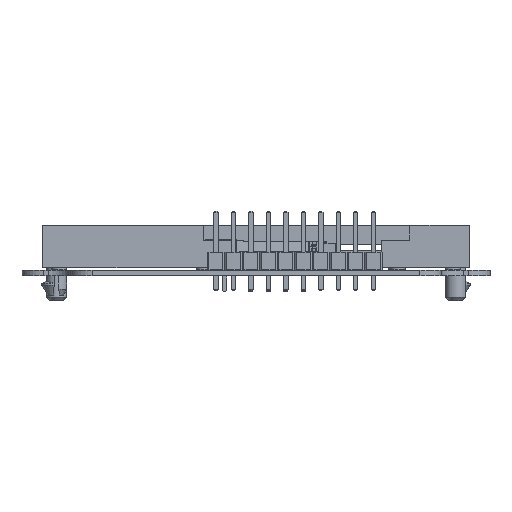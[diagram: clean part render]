
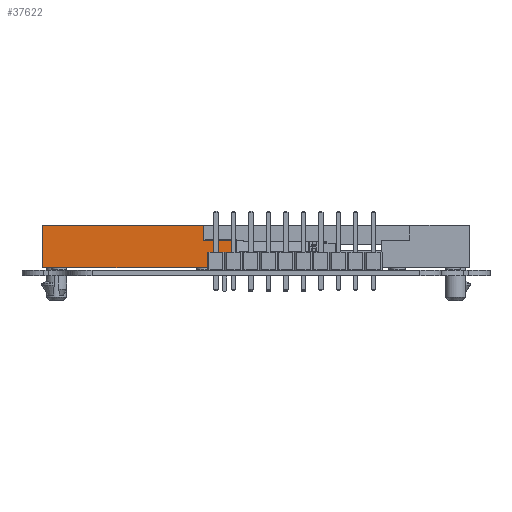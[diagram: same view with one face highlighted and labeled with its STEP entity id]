
A CAD part, left-side view. The second image highlights one B-rep face of the part: STEP entity #37622.
In plain terms, the highlighted face is planar.
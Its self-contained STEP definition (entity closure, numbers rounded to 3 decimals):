
#19358 = PLANE('',#19359);
#19359 = AXIS2_PLACEMENT_3D('',#19360,#19361,#19362);
#19360 = CARTESIAN_POINT('',(31.,6.2,-20.));
#19361 = DIRECTION('',(0.,1.,0.));
#19362 = DIRECTION('',(-1.,0.,0.));
#19414 = PLANE('',#19415);
#19415 = AXIS2_PLACEMENT_3D('',#19416,#19417,#19418);
#19416 = CARTESIAN_POINT('',(-31.,0.,-20.));
#19417 = DIRECTION('',(0.,-1.,0.));
#19418 = DIRECTION('',(1.,0.,0.));
#20871 = VERTEX_POINT('',#20872);
#20872 = CARTESIAN_POINT('',(31.,6.2,-20.));
#20886 = PLANE('',#20887);
#20887 = AXIS2_PLACEMENT_3D('',#20888,#20889,#20890);
#20888 = CARTESIAN_POINT('',(31.,0.,-20.));
#20889 = DIRECTION('',(1.,0.,0.));
#20890 = DIRECTION('',(-0.,1.,0.));
#20898 = EDGE_CURVE('',#20871,#20899,#20901,.T.);
#20899 = VERTEX_POINT('',#20900);
#20900 = CARTESIAN_POINT('',(7.58,6.2,-20.));
#20901 = SURFACE_CURVE('',#20902,(#20906,#20913),.PCURVE_S1.);
#20902 = LINE('',#20903,#20904);
#20903 = CARTESIAN_POINT('',(31.,6.2,-20.));
#20904 = VECTOR('',#20905,1.);
#20905 = DIRECTION('',(-1.,0.,0.));
#20906 = PCURVE('',#19358,#20907);
#20907 = DEFINITIONAL_REPRESENTATION('',(#20908),#20912);
#20908 = LINE('',#20909,#20910);
#20909 = CARTESIAN_POINT('',(0.,0.));
#20910 = VECTOR('',#20911,1.);
#20911 = DIRECTION('',(1.,0.));
#20912 = ( GEOMETRIC_REPRESENTATION_CONTEXT(2) 
PARAMETRIC_REPRESENTATION_CONTEXT() REPRESENTATION_CONTEXT('2D SPACE',''
  ) );
#20913 = PCURVE('',#20914,#20919);
#20914 = PLANE('',#20915);
#20915 = AXIS2_PLACEMENT_3D('',#20916,#20917,#20918);
#20916 = CARTESIAN_POINT('',(0.,0.,-20.));
#20917 = DIRECTION('',(0.,0.,1.));
#20918 = DIRECTION('',(1.,0.,-0.));
#20919 = DEFINITIONAL_REPRESENTATION('',(#20920),#20924);
#20920 = LINE('',#20921,#20922);
#20921 = CARTESIAN_POINT('',(31.,6.2));
#20922 = VECTOR('',#20923,1.);
#20923 = DIRECTION('',(-1.,0.));
#20924 = ( GEOMETRIC_REPRESENTATION_CONTEXT(2) 
PARAMETRIC_REPRESENTATION_CONTEXT() REPRESENTATION_CONTEXT('2D SPACE',''
  ) );
#20942 = PLANE('',#20943);
#20943 = AXIS2_PLACEMENT_3D('',#20944,#20945,#20946);
#20944 = CARTESIAN_POINT('',(7.58,6.2,-10.44));
#20945 = DIRECTION('',(1.,0.,0.));
#20946 = DIRECTION('',(0.,0.,-1.));
#24177 = VERTEX_POINT('',#24178);
#24178 = CARTESIAN_POINT('',(3.26,0.,-20.));
#24194 = PLANE('',#24195);
#24195 = AXIS2_PLACEMENT_3D('',#24196,#24197,#24198);
#24196 = CARTESIAN_POINT('',(3.26,0.,-20.));
#24197 = DIRECTION('',(1.,0.,0.));
#24198 = DIRECTION('',(0.,0.,1.));
#24206 = EDGE_CURVE('',#24177,#24207,#24209,.T.);
#24207 = VERTEX_POINT('',#24208);
#24208 = CARTESIAN_POINT('',(31.,0.,-20.));
#24209 = SURFACE_CURVE('',#24210,(#24214,#24221),.PCURVE_S1.);
#24210 = LINE('',#24211,#24212);
#24211 = CARTESIAN_POINT('',(3.26,0.,-20.));
#24212 = VECTOR('',#24213,1.);
#24213 = DIRECTION('',(1.,0.,0.));
#24214 = PCURVE('',#19414,#24215);
#24215 = DEFINITIONAL_REPRESENTATION('',(#24216),#24220);
#24216 = LINE('',#24217,#24218);
#24217 = CARTESIAN_POINT('',(34.26,0.));
#24218 = VECTOR('',#24219,1.);
#24219 = DIRECTION('',(1.,0.));
#24220 = ( GEOMETRIC_REPRESENTATION_CONTEXT(2) 
PARAMETRIC_REPRESENTATION_CONTEXT() REPRESENTATION_CONTEXT('2D SPACE',''
  ) );
#24221 = PCURVE('',#20914,#24222);
#24222 = DEFINITIONAL_REPRESENTATION('',(#24223),#24227);
#24223 = LINE('',#24224,#24225);
#24224 = CARTESIAN_POINT('',(3.26,0.));
#24225 = VECTOR('',#24226,1.);
#24226 = DIRECTION('',(1.,0.));
#24227 = ( GEOMETRIC_REPRESENTATION_CONTEXT(2) 
PARAMETRIC_REPRESENTATION_CONTEXT() REPRESENTATION_CONTEXT('2D SPACE',''
  ) );
#30852 = PLANE('',#30853);
#30853 = AXIS2_PLACEMENT_3D('',#30854,#30855,#30856);
#30854 = CARTESIAN_POINT('',(0.,3.95,0.));
#30855 = DIRECTION('',(0.,1.,0.));
#30856 = DIRECTION('',(-1.,0.,0.));
#30912 = EDGE_CURVE('',#24177,#30913,#30915,.T.);
#30913 = VERTEX_POINT('',#30914);
#30914 = CARTESIAN_POINT('',(3.26,3.95,-20.));
#30915 = SURFACE_CURVE('',#30916,(#30920,#30927),.PCURVE_S1.);
#30916 = LINE('',#30917,#30918);
#30917 = CARTESIAN_POINT('',(3.26,0.,-20.));
#30918 = VECTOR('',#30919,1.);
#30919 = DIRECTION('',(0.,1.,0.));
#30920 = PCURVE('',#24194,#30921);
#30921 = DEFINITIONAL_REPRESENTATION('',(#30922),#30926);
#30922 = LINE('',#30923,#30924);
#30923 = CARTESIAN_POINT('',(0.,0.));
#30924 = VECTOR('',#30925,1.);
#30925 = DIRECTION('',(0.,-1.));
#30926 = ( GEOMETRIC_REPRESENTATION_CONTEXT(2) 
PARAMETRIC_REPRESENTATION_CONTEXT() REPRESENTATION_CONTEXT('2D SPACE',''
  ) );
#30927 = PCURVE('',#20914,#30928);
#30928 = DEFINITIONAL_REPRESENTATION('',(#30929),#30933);
#30929 = LINE('',#30930,#30931);
#30930 = CARTESIAN_POINT('',(3.26,0.));
#30931 = VECTOR('',#30932,1.);
#30932 = DIRECTION('',(0.,1.));
#30933 = ( GEOMETRIC_REPRESENTATION_CONTEXT(2) 
PARAMETRIC_REPRESENTATION_CONTEXT() REPRESENTATION_CONTEXT('2D SPACE',''
  ) );
#31537 = VERTEX_POINT('',#31538);
#31538 = CARTESIAN_POINT('',(7.58,3.95,-20.));
#31559 = EDGE_CURVE('',#31537,#30913,#31560,.T.);
#31560 = SURFACE_CURVE('',#31561,(#31565,#31572),.PCURVE_S1.);
#31561 = LINE('',#31562,#31563);
#31562 = CARTESIAN_POINT('',(7.58,3.95,-20.));
#31563 = VECTOR('',#31564,1.);
#31564 = DIRECTION('',(-1.,0.,0.));
#31565 = PCURVE('',#30852,#31566);
#31566 = DEFINITIONAL_REPRESENTATION('',(#31567),#31571);
#31567 = LINE('',#31568,#31569);
#31568 = CARTESIAN_POINT('',(-7.58,-20.));
#31569 = VECTOR('',#31570,1.);
#31570 = DIRECTION('',(1.,0.));
#31571 = ( GEOMETRIC_REPRESENTATION_CONTEXT(2) 
PARAMETRIC_REPRESENTATION_CONTEXT() REPRESENTATION_CONTEXT('2D SPACE',''
  ) );
#31572 = PCURVE('',#20914,#31573);
#31573 = DEFINITIONAL_REPRESENTATION('',(#31574),#31578);
#31574 = LINE('',#31575,#31576);
#31575 = CARTESIAN_POINT('',(7.58,3.95));
#31576 = VECTOR('',#31577,1.);
#31577 = DIRECTION('',(-1.,0.));
#31578 = ( GEOMETRIC_REPRESENTATION_CONTEXT(2) 
PARAMETRIC_REPRESENTATION_CONTEXT() REPRESENTATION_CONTEXT('2D SPACE',''
  ) );
#37578 = EDGE_CURVE('',#20899,#31537,#37579,.T.);
#37579 = SURFACE_CURVE('',#37580,(#37584,#37591),.PCURVE_S1.);
#37580 = LINE('',#37581,#37582);
#37581 = CARTESIAN_POINT('',(7.58,6.2,-20.));
#37582 = VECTOR('',#37583,1.);
#37583 = DIRECTION('',(0.,-1.,0.));
#37584 = PCURVE('',#20942,#37585);
#37585 = DEFINITIONAL_REPRESENTATION('',(#37586),#37590);
#37586 = LINE('',#37587,#37588);
#37587 = CARTESIAN_POINT('',(9.56,0.));
#37588 = VECTOR('',#37589,1.);
#37589 = DIRECTION('',(0.,-1.));
#37590 = ( GEOMETRIC_REPRESENTATION_CONTEXT(2) 
PARAMETRIC_REPRESENTATION_CONTEXT() REPRESENTATION_CONTEXT('2D SPACE',''
  ) );
#37591 = PCURVE('',#20914,#37592);
#37592 = DEFINITIONAL_REPRESENTATION('',(#37593),#37597);
#37593 = LINE('',#37594,#37595);
#37594 = CARTESIAN_POINT('',(7.58,6.2));
#37595 = VECTOR('',#37596,1.);
#37596 = DIRECTION('',(0.,-1.));
#37597 = ( GEOMETRIC_REPRESENTATION_CONTEXT(2) 
PARAMETRIC_REPRESENTATION_CONTEXT() REPRESENTATION_CONTEXT('2D SPACE',''
  ) );
#37622 = ADVANCED_FACE('',(#37623),#20914,.F.);
#37623 = FACE_BOUND('',#37624,.F.);
#37624 = EDGE_LOOP('',(#37625,#37626,#37627,#37628,#37629,#37650));
#37625 = ORIENTED_EDGE('',*,*,#37578,.T.);
#37626 = ORIENTED_EDGE('',*,*,#31559,.T.);
#37627 = ORIENTED_EDGE('',*,*,#30912,.F.);
#37628 = ORIENTED_EDGE('',*,*,#24206,.T.);
#37629 = ORIENTED_EDGE('',*,*,#37630,.T.);
#37630 = EDGE_CURVE('',#24207,#20871,#37631,.T.);
#37631 = SURFACE_CURVE('',#37632,(#37636,#37643),.PCURVE_S1.);
#37632 = LINE('',#37633,#37634);
#37633 = CARTESIAN_POINT('',(31.,0.,-20.));
#37634 = VECTOR('',#37635,1.);
#37635 = DIRECTION('',(0.,1.,0.));
#37636 = PCURVE('',#20914,#37637);
#37637 = DEFINITIONAL_REPRESENTATION('',(#37638),#37642);
#37638 = LINE('',#37639,#37640);
#37639 = CARTESIAN_POINT('',(31.,0.));
#37640 = VECTOR('',#37641,1.);
#37641 = DIRECTION('',(0.,1.));
#37642 = ( GEOMETRIC_REPRESENTATION_CONTEXT(2) 
PARAMETRIC_REPRESENTATION_CONTEXT() REPRESENTATION_CONTEXT('2D SPACE',''
  ) );
#37643 = PCURVE('',#20886,#37644);
#37644 = DEFINITIONAL_REPRESENTATION('',(#37645),#37649);
#37645 = LINE('',#37646,#37647);
#37646 = CARTESIAN_POINT('',(0.,0.));
#37647 = VECTOR('',#37648,1.);
#37648 = DIRECTION('',(1.,0.));
#37649 = ( GEOMETRIC_REPRESENTATION_CONTEXT(2) 
PARAMETRIC_REPRESENTATION_CONTEXT() REPRESENTATION_CONTEXT('2D SPACE',''
  ) );
#37650 = ORIENTED_EDGE('',*,*,#20898,.T.);
